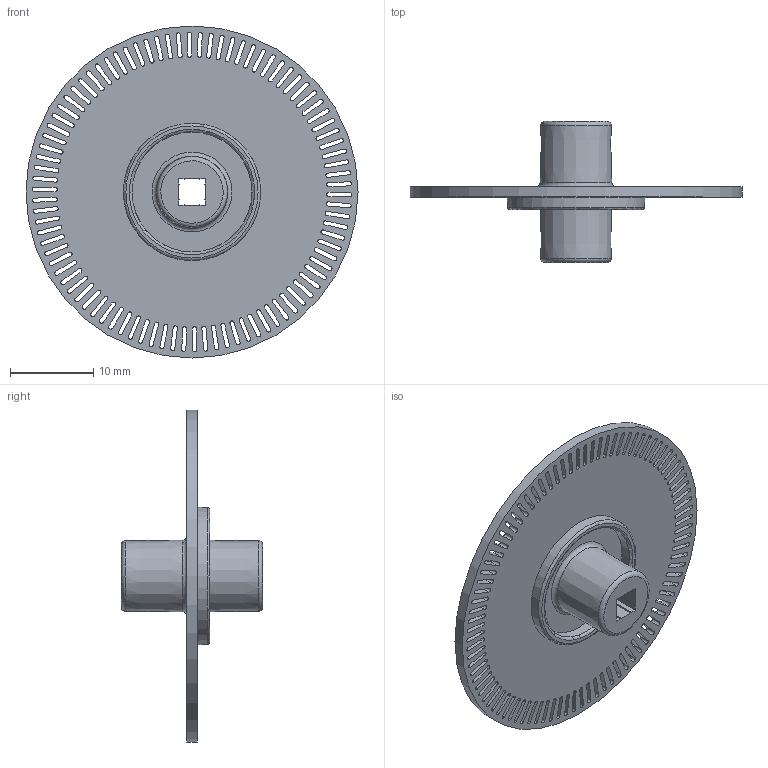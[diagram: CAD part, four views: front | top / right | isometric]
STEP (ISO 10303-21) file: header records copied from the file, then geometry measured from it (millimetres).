
FILE_DESCRIPTION(/* description */ (''),/* implementation_level */ '2;1');
FILE_NAME(/* name */ 'Wheel.ipt.step',/* time_stamp */ '2020-04-16T23:17:14-04:00',/* author */ ('Jordan'),/* organization */ (''),/* preprocessor_version */ 'ST-DEVELOPER v17',/* originating_system */ 'Autodesk Inventor 2019',/* authorisation */ '');
FILE_SCHEMA (('AUTOMOTIVE_DESIGN { 1 0 10303 214 3 1 1 }'));
Length unit declared in the file: inch
Products named in the file (1): Wheel
Bounding box: 40 x 17 x 40 mm (x, y, z)
Volume: 2212.8 mm3; surface area: 3884.3 mm2
Topology: 1 solids, 1 shells, 413 faces, 1250 edges, 843 vertices
Faces by surface type: plane 214, cylinder 189, torus 6, cone 4
Full cylindrical faces by diameter (mm): 40 x1
Entity records: 15491 total; most frequent: CARTESIAN_POINT 3443, ORIENTED_EDGE 2500, DIRECTION 2485, EDGE_CURVE 1250, VERTEX_POINT 843, AXIS2_PLACEMENT_3D 834, LINE 817, VECTOR 817
